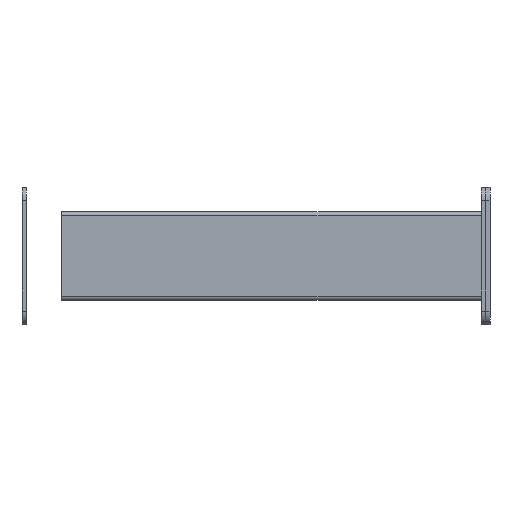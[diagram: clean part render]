
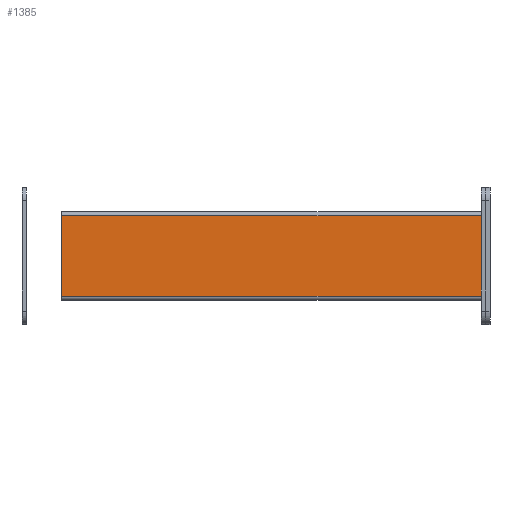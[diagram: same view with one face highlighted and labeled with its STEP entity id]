
A CAD part, top view. The second image highlights one B-rep face of the part: STEP entity #1385.
In plain terms, the highlighted planar face has unit normal (0, 0, 1).
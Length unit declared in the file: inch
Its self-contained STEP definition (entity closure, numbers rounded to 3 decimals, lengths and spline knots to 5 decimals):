
#28 = DIRECTION ( 'NONE',  ( -1., 0., 0. ) ) ;
#97 = EDGE_CURVE ( 'NONE', #527, #1858, #190, .T. ) ;
#116 = EDGE_CURVE ( 'NONE', #148, #527, #2803, .T. ) ;
#148 = VERTEX_POINT ( 'NONE', #1260 ) ;
#190 = LINE ( 'NONE', #3209, #810 ) ;
#493 = VECTOR ( 'NONE', #28, 39.37008 ) ;
#527 = VERTEX_POINT ( 'NONE', #1913 ) ;
#532 = VERTEX_POINT ( 'NONE', #2442 ) ;
#618 = CARTESIAN_POINT ( 'NONE',  ( -5.9375, -1.25, 1.25 ) ) ;
#686 = EDGE_LOOP ( 'NONE', ( #2433, #1182, #895, #2983 ) ) ;
#810 = VECTOR ( 'NONE', #1945, 39.37008 ) ;
#895 = ORIENTED_EDGE ( 'NONE', *, *, #116, .F. ) ;
#927 = DIRECTION ( 'NONE',  ( 0., 1., 0. ) ) ;
#1182 = ORIENTED_EDGE ( 'NONE', *, *, #97, .F. ) ;
#1260 = CARTESIAN_POINT ( 'NONE',  ( 5.9375, -1.142, 1.25 ) ) ;
#1265 = CARTESIAN_POINT ( 'NONE',  ( 5.9375, 1.177, 1.25 ) ) ;
#1284 = DIRECTION ( 'NONE',  ( 0., 1., 0. ) ) ;
#1313 = DIRECTION ( 'NONE',  ( 1., 0., 0. ) ) ;
#1385 = ADVANCED_FACE ( 'NONE', ( #1924 ), #3173, .F. ) ;
#1570 = CARTESIAN_POINT ( 'NONE',  ( -5.9375, -1.142, 1.25 ) ) ;
#1614 = CARTESIAN_POINT ( 'NONE',  ( -5.9375, 1.142, 1.25 ) ) ;
#1858 = VERTEX_POINT ( 'NONE', #1614 ) ;
#1883 = VECTOR ( 'NONE', #1313, 39.37008 ) ;
#1913 = CARTESIAN_POINT ( 'NONE',  ( -5.9375, -1.142, 1.25 ) ) ;
#1924 = FACE_OUTER_BOUND ( 'NONE', #686, .T. ) ;
#1945 = DIRECTION ( 'NONE',  ( 0., 1., 0. ) ) ;
#2031 = CARTESIAN_POINT ( 'NONE',  ( -5.9375, 1.142, 1.25 ) ) ;
#2141 = EDGE_CURVE ( 'NONE', #148, #532, #3053, .T. ) ;
#2281 = LINE ( 'NONE', #2031, #1883 ) ;
#2377 = AXIS2_PLACEMENT_3D ( 'NONE', #618, #2681, #927 ) ;
#2433 = ORIENTED_EDGE ( 'NONE', *, *, #2548, .F. ) ;
#2442 = CARTESIAN_POINT ( 'NONE',  ( 5.9375, 1.142, 1.25 ) ) ;
#2548 = EDGE_CURVE ( 'NONE', #1858, #532, #2281, .T. ) ;
#2681 = DIRECTION ( 'NONE',  ( 0., 0., -1. ) ) ;
#2803 = LINE ( 'NONE', #1570, #493 ) ;
#2975 = VECTOR ( 'NONE', #1284, 39.37008 ) ;
#2983 = ORIENTED_EDGE ( 'NONE', *, *, #2141, .T. ) ;
#3053 = LINE ( 'NONE', #1265, #2975 ) ;
#3173 = PLANE ( 'NONE',  #2377 ) ;
#3209 = CARTESIAN_POINT ( 'NONE',  ( -5.9375, 1.25, 1.25 ) ) ;
